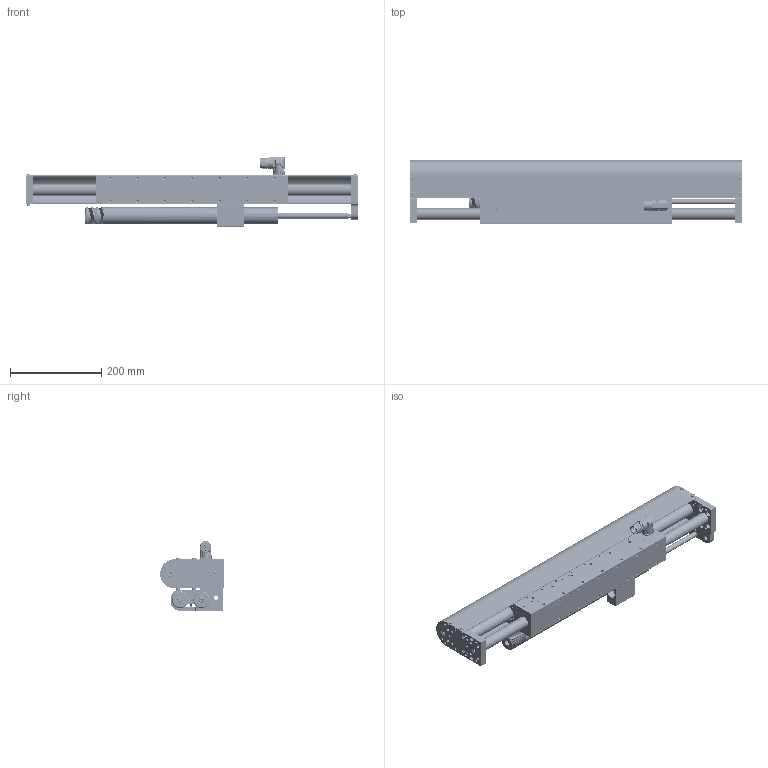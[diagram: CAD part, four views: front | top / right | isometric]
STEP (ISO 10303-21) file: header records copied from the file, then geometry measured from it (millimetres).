
FILE_DESCRIPTION (( 'STEP AP214' ), '1' );
FILE_NAME ('0186-2546_260311_DM01-48x360F-HP-C-275_CS01_MS08.STEP', '2026-03-11T10:03:28', ( '' ), ( '' ), 'SwSTEP 2.0', 'SolidWorks 2026', '' );
FILE_SCHEMA (( 'AUTOMOTIVE_DESIGN' ));
Length unit declared in the file: millimetre
Products named in the file (34): 0186-1540_PL01-28x710!660-HP-SF_PL01-28x710!660-HP-SF; 0180-1653_DM01k-48-MagSpring; 0230-0365_Lins.-Schr_I-6rd_M4x8_8.8_v-b; 0230-0742_Zyl.-Schr_I-6kt_n-K_M6x12_8.8_v-b; 0180_0082_MS01k_L20; 0180-4676_MS01k-R37-AS; 0186-2543_DM01-S48x360F-HP-C; 0180-1654_MF01k-37-2; 0186-2546_260311_DM01-48x360F-HP-C-275_CS01_MS08; 0180-1301_DL01k-25-15.6x...-M18x1.5_DL01k-25-15,6x702-M18x1.5; 0230-1291_MS01k-8.3_M5x9; Vergusmasse_MS01-37_MS01-37x395; 0260-0317_MS01h-R37x425-Ni; 0160-4079_Ne.Stabmagnet D11.5x(10)x100-N45_NORD; 0180-0026_ML01k-R12_ML01k-R12x470; 0150-6421_Ne.Segmentmagnet_R13,5xr7x90°x45mm_N45-M_S-N_S-N; 0150-3052_Ne.Stabmagnet D11,5x(10)x80_N45_NORD; 0180-0043_MS01k-R37_MS01k-R37x425; 0180-1842_DM01k-48-H; 0180-1381_DL01h-25-15.6x...-M18!M8_DL01h-25-15.6x702-M18!M8; 0180-0023_ML01k-EV12; 0230-0653_Zyl.-Schr._I-6kt_n-K_M10x25_8.8_v-b; 0150-6422_Ne.Segmentmagnet_R13,5xr7x90°x45mm_N45-M_N-S_N-S; 0180-0024_ML01k-EH12; 0230-0488_Zyl.-Schr._I-6kt_M8x25_8.8_v-b; 0250-2350_ML01-12x470!420-20_ML01-12x450!400-20; 0180-1302_GE-M18x1.5!M8; 0250-1024_MS01-37x425_MS01-37x170; 0230-0221_Zyl.-Schr_I-6kt_n-K_M6x16_8.8_v-b; Vergussmasse_ML01-20x420x10_16mm; 0150-6419_Ne.Segmentmagnet_R13,5xr7x90°x75mm_N45-M_N-S_N-S; 0180-1300_D01k-48x...-AD_D01k-48x727-AD; 0150-6420_Ne.Segmentmagnet_R13,5xr7x90°x75mm_N45-M_S-N_S-N
Assembly tree (62 placements, depth 4):
  0186-2546_260311_DM01-48x360F-HP-C-275_CS01_MS08
    0186-2543_DM01-S48x360F-HP-C
    0186-1540_PL01-28x710!660-HP-SF_PL01-28x710!660-HP-SF
    0180-1381_DL01h-25-15.6x...-M18!M8_DL01h-25-15.6x702-M18!M8  x2
      0180-1301_DL01k-25-15.6x...-M18x1.5_DL01k-25-15,6x702-M18x1.5
      0180-1302_GE-M18x1.5!M8
    0180-1653_DM01k-48-MagSpring
    0180-1842_DM01k-48-H
    0230-0488_Zyl.-Schr._I-6kt_M8x25_8.8_v-b  x4
    0230-0653_Zyl.-Schr._I-6kt_n-K_M10x25_8.8_v-b
    0180-1300_D01k-48x...-AD_D01k-48x727-AD
    0230-0365_Lins.-Schr_I-6rd_M4x8_8.8_v-b  x7
    0180-1654_MF01k-37-2
    0250-1024_MS01-37x425_MS01-37x170  x2
      0260-0317_MS01h-R37x425-Ni
        0180-4676_MS01k-R37-AS
        0180-0043_MS01k-R37_MS01k-R37x425
      0150-6419_Ne.Segmentmagnet_R13,5xr7x90°x75mm_N45-M_N-S_N-S
      0180_0082_MS01k_L20
      0150-6420_Ne.Segmentmagnet_R13,5xr7x90°x75mm_N45-M_S-N_S-N
      0180-4676_MS01k-R37-AS
      0150-6421_Ne.Segmentmagnet_R13,5xr7x90°x45mm_N45-M_S-N_S-N
      0150-6422_Ne.Segmentmagnet_R13,5xr7x90°x45mm_N45-M_N-S_N-S
      0180_0082_MS01k_L20
      Vergusmasse_MS01-37_MS01-37x395
    0230-0742_Zyl.-Schr_I-6kt_n-K_M6x12_8.8_v-b  x2
    0230-0221_Zyl.-Schr_I-6kt_n-K_M6x16_8.8_v-b  x2
    0250-2350_ML01-12x470!420-20_ML01-12x450!400-20  x2
      0180-0023_ML01k-EV12
      0180-0026_ML01k-R12_ML01k-R12x470
      0150-3052_Ne.Stabmagnet D11,5x(10)x80_N45_NORD
      0160-4079_Ne.Stabmagnet D11.5x(10)x100-N45_NORD
      0180-0024_ML01k-EH12
      Vergussmasse_ML01-20x420x10_16mm
    0230-1291_MS01k-8.3_M5x9  x2
Bounding box: 728 x 140 x 152.62 mm (x, y, z)
Volume: 4938854.5 mm3; surface area: 1701568 mm2
Topology: 129 solids, 213 shells, 6863 faces, 17112 edges, 10827 vertices
Faces by surface type: plane 2975, cylinder 1554, cone 1157, bspline 983, torus 178, sphere 16
Full cylindrical faces by diameter (mm): 1 x10, 1.2 x5, 1.5 x5, 1.8 x5, 2 x8, 2.05 x4, 2.5 x4, 2.501 x48, 2.6 x4, 2.7 x4, 2.8 x5, 2.9 x4, 3 x1, 3.3 x9, 3.7 x2, 4 x70, 4.2 x6, 4.5 x4, 4.8 x8, 5 x135, 6 x99, 6.036 x12, 6.4 x4, 6.6 x16, 6.8 x32, 8 x73, 8.4 x8, 8.5 x2, 9 x7, 10 x24
Entity records: 196862 total; most frequent: CARTESIAN_POINT 74624, ORIENTED_EDGE 17556, DIRECTION 16824, EDGE_CURVE 8778, AXIS2_PLACEMENT_3D 6447, VERTEX_POINT 6094, EDGE_LOOP 5636, FACE_OUTER_BOUND 4635
